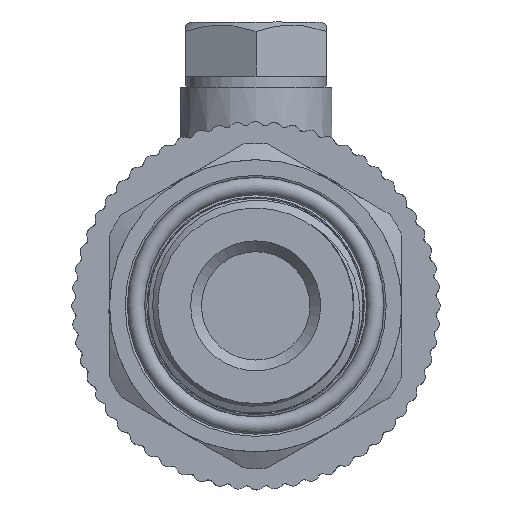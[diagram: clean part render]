
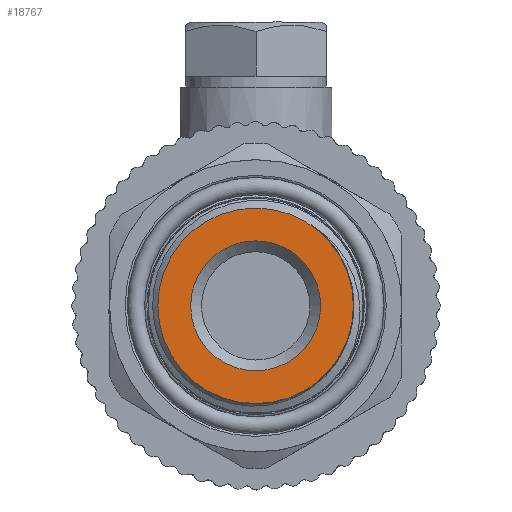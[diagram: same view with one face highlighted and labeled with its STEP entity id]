
A CAD part, left-side view. The second image highlights one B-rep face of the part: STEP entity #18767.
In plain terms, the highlighted face is planar.
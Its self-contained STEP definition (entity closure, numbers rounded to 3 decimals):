
#233=FACE_BOUND('',#3050,.T.);
#877=PLANE('',#20062);
#1944=FACE_OUTER_BOUND('',#3049,.T.);
#3049=EDGE_LOOP('',(#17282));
#3050=EDGE_LOOP('',(#17283));
#3670=CIRCLE('',#20043,9.027);
#3673=CIRCLE('',#20063,6.);
#8681=VERTEX_POINT('',#62403);
#8684=VERTEX_POINT('',#63635);
#11537=EDGE_CURVE('',#8681,#8681,#3670,.T.);
#11559=EDGE_CURVE('',#8684,#8684,#3673,.T.);
#17282=ORIENTED_EDGE('',*,*,#11537,.T.);
#17283=ORIENTED_EDGE('',*,*,#11559,.F.);
#18767=ADVANCED_FACE('',(#1944,#233),#877,.T.);
#20043=AXIS2_PLACEMENT_3D('',#62405,#23347,#23348);
#20062=AXIS2_PLACEMENT_3D('',#63634,#23397,#23398);
#20063=AXIS2_PLACEMENT_3D('',#63636,#23399,#23400);
#23347=DIRECTION('center_axis',(1.,0.,0.));
#23348=DIRECTION('ref_axis',(0.,1.,0.));
#23397=DIRECTION('center_axis',(1.,0.,0.));
#23398=DIRECTION('ref_axis',(0.,0.,-1.));
#23399=DIRECTION('center_axis',(1.,0.,0.));
#23400=DIRECTION('ref_axis',(0.,0.,-1.));
#62403=CARTESIAN_POINT('',(0.,-9.027,0.));
#62405=CARTESIAN_POINT('Origin',(0.,0.,0.));
#63634=CARTESIAN_POINT('Origin',(0.,6.,0.));
#63635=CARTESIAN_POINT('',(0.,-6.,0.));
#63636=CARTESIAN_POINT('Origin',(0.,0.,
0.));
